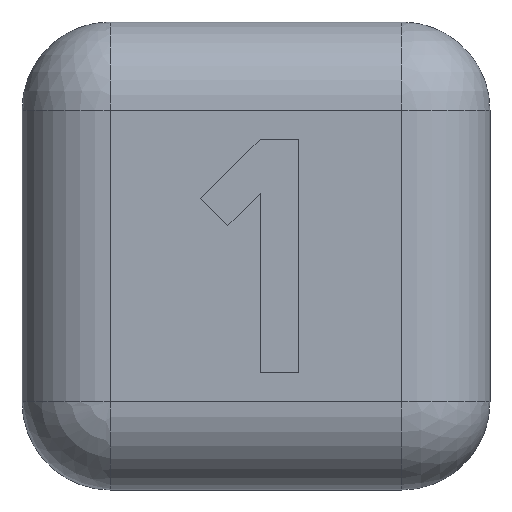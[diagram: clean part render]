
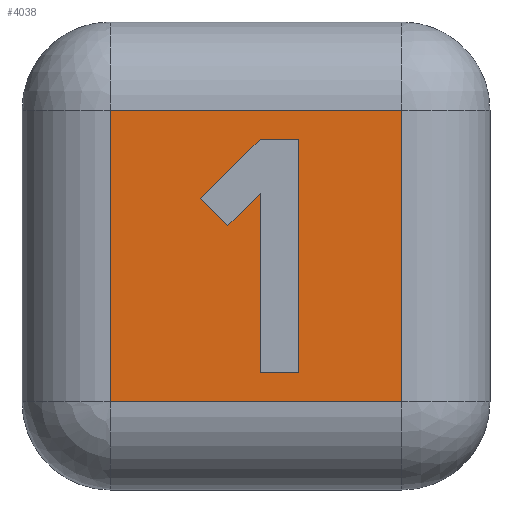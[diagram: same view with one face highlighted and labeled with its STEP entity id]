
A CAD part, front view. The second image highlights one B-rep face of the part: STEP entity #4038.
In plain terms, the highlighted planar face has unit normal (0, -1, 0).
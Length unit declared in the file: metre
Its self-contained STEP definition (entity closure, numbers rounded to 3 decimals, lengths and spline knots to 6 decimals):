
#675=ORIENTED_EDGE('',*,*,#1965,.T.);
#676=ORIENTED_EDGE('',*,*,#1966,.T.);
#677=ORIENTED_EDGE('',*,*,#1967,.T.);
#678=ORIENTED_EDGE('',*,*,#1968,.T.);
#679=ORIENTED_EDGE('',*,*,#1969,.T.);
#680=ORIENTED_EDGE('',*,*,#1970,.T.);
#681=ORIENTED_EDGE('',*,*,#1971,.T.);
#682=ORIENTED_EDGE('',*,*,#1972,.T.);
#683=ORIENTED_EDGE('',*,*,#1973,.T.);
#684=ORIENTED_EDGE('',*,*,#1974,.T.);
#685=ORIENTED_EDGE('',*,*,#1975,.T.);
#1965=EDGE_CURVE('',#2610,#2611,#2928,.T.);
#1966=EDGE_CURVE('',#2611,#2612,#2929,.T.);
#1967=EDGE_CURVE('',#2612,#2613,#2930,.F.);
#1968=EDGE_CURVE('',#2613,#2610,#2931,.F.);
#1969=EDGE_CURVE('',#2614,#2615,#2932,.T.);
#1970=EDGE_CURVE('',#2615,#2616,#2933,.T.);
#1971=EDGE_CURVE('',#2616,#2617,#2934,.T.);
#1972=EDGE_CURVE('',#2617,#2618,#2935,.T.);
#1973=EDGE_CURVE('',#2618,#2619,#2936,.T.);
#1974=EDGE_CURVE('',#2619,#2620,#2937,.T.);
#1975=EDGE_CURVE('',#2620,#2614,#2938,.T.);
#2610=VERTEX_POINT('',#5389);
#2611=VERTEX_POINT('',#5390);
#2612=VERTEX_POINT('',#5392);
#2613=VERTEX_POINT('',#5394);
#2614=VERTEX_POINT('',#5397);
#2615=VERTEX_POINT('',#5398);
#2616=VERTEX_POINT('',#5400);
#2617=VERTEX_POINT('',#5402);
#2618=VERTEX_POINT('',#5404);
#2619=VERTEX_POINT('',#5406);
#2620=VERTEX_POINT('',#5408);
#2928=LINE('',#5388,#3233);
#2929=LINE('',#5391,#3234);
#2930=LINE('',#5393,#3235);
#2931=LINE('',#5395,#3236);
#2932=LINE('',#5396,#3237);
#2933=LINE('',#5399,#3238);
#2934=LINE('',#5401,#3239);
#2935=LINE('',#5403,#3240);
#2936=LINE('',#5405,#3241);
#2937=LINE('',#5407,#3242);
#2938=LINE('',#5409,#3243);
#3233=VECTOR('',#4432,1.);
#3234=VECTOR('',#4433,1.);
#3235=VECTOR('',#4434,1.);
#3236=VECTOR('',#4435,1.);
#3237=VECTOR('',#4436,1.);
#3238=VECTOR('',#4437,1.);
#3239=VECTOR('',#4438,1.);
#3240=VECTOR('',#4439,1.);
#3241=VECTOR('',#4440,1.);
#3242=VECTOR('',#4441,1.);
#3243=VECTOR('',#4442,1.);
#3505=EDGE_LOOP('',(#675,#676,#677,#678));
#3506=EDGE_LOOP('',(#679,#680,#681,#682,#683,#684,#685));
#3746=FACE_BOUND('',#3505,.T.);
#3747=FACE_BOUND('',#3506,.T.);
#3983=PLANE('',#4284);
#4038=ADVANCED_FACE('',(#3746,#3747),#3983,.T.);
#4284=AXIS2_PLACEMENT_3D('',#5387,#4430,#4431);
#4430=DIRECTION('',(0.,-1.,0.));
#4431=DIRECTION('',(1.,0.,0.));
#4432=DIRECTION('',(0.,0.,-1.));
#4433=DIRECTION('',(1.,0.,0.));
#4434=DIRECTION('',(0.,0.,-1.));
#4435=DIRECTION('',(1.,0.,0.));
#4436=DIRECTION('',(0.,0.,-1.));
#4437=DIRECTION('',(-1.,0.,0.));
#4438=DIRECTION('',(0.,0.,1.));
#4439=DIRECTION('',(-0.707,0.,-0.707));
#4440=DIRECTION('',(-0.707,0.,0.707));
#4441=DIRECTION('',(0.707,0.,0.707));
#4442=DIRECTION('',(1.,0.,0.));
#5387=CARTESIAN_POINT('',(0.,-0.0254,0.));
#5388=CARTESIAN_POINT('',(-0.007917,-0.0254,-0.0127));
#5389=CARTESIAN_POINT('',(-0.007917,-0.0254,0.007917));
#5390=CARTESIAN_POINT('',(-0.007917,-0.0254,-0.007917));
#5391=CARTESIAN_POINT('',(0.0127,-0.0254,-0.007917));
#5392=CARTESIAN_POINT('',(0.007917,-0.0254,-0.007917));
#5393=CARTESIAN_POINT('',(0.007917,-0.0254,0.));
#5394=CARTESIAN_POINT('',(0.007917,-0.0254,0.007917));
#5395=CARTESIAN_POINT('',(0.,-0.0254,0.007917));
#5396=CARTESIAN_POINT('',(0.002322,-0.0254,-0.000003));
#5397=CARTESIAN_POINT('',(0.002322,-0.0254,0.006344));
#5398=CARTESIAN_POINT('',(0.002322,-0.0254,-0.00635));
#5399=CARTESIAN_POINT('',(0.001271,-0.0254,-0.00635));
#5400=CARTESIAN_POINT('',(0.000219,-0.0254,-0.00635));
#5401=CARTESIAN_POINT('',(0.000219,-0.0254,-0.001484));
#5402=CARTESIAN_POINT('',(0.000219,-0.0254,0.003382));
#5403=CARTESIAN_POINT('',(-0.00065,-0.0254,0.002512));
#5404=CARTESIAN_POINT('',(-0.00152,-0.0254,0.001643));
#5405=CARTESIAN_POINT('',(-0.002261,-0.0254,0.002384));
#5406=CARTESIAN_POINT('',(-0.003003,-0.0254,0.003125));
#5407=CARTESIAN_POINT('',(-0.001392,-0.0254,0.004735));
#5408=CARTESIAN_POINT('',(0.000219,-0.0254,0.006344));
#5409=CARTESIAN_POINT('',(0.001271,-0.0254,0.006344));
